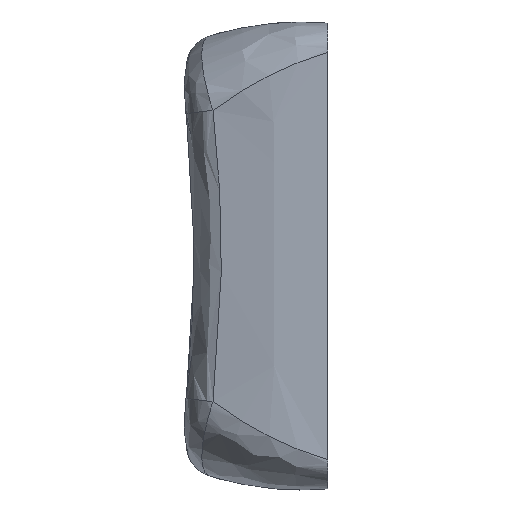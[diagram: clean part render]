
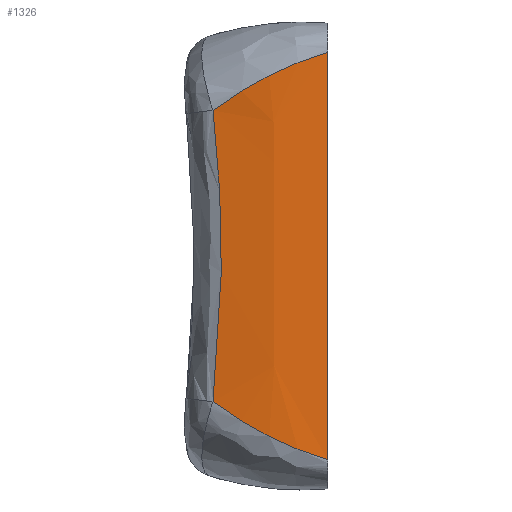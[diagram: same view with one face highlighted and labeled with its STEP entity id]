
A CAD part, left-side view. The second image highlights one B-rep face of the part: STEP entity #1326.
In plain terms, the highlighted free-form (B-spline) face has degree [2, 1] with [3, 2] control points.
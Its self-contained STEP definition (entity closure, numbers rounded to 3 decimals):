
#15=(
BOUNDED_SURFACE()
B_SPLINE_SURFACE(2,1,((#3579,#3580),(#3581,#3582),(#3583,#3584)),
 .UNSPECIFIED.,.F.,.F.,.F.)
B_SPLINE_SURFACE_WITH_KNOTS((3,3),(2,2),(-0.164,0.048),
(0.,1.87),.UNSPECIFIED.)
GEOMETRIC_REPRESENTATION_ITEM()
RATIONAL_B_SPLINE_SURFACE(((1.,1.),(0.994,0.994),
(1.,1.)))
REPRESENTATION_ITEM('')
SURFACE()
);
#199=FACE_OUTER_BOUND('',#281,.T.);
#281=EDGE_LOOP('',(#1174,#1175,#1176,#1177,#1178,#1179));
#354=LINE('',#3278,#418);
#418=VECTOR('',#1673,10.);
#490=B_SPLINE_CURVE_WITH_KNOTS('',3,(#3505,#3506,#3507,#3508,#3509,#3510),
 .UNSPECIFIED.,.F.,.F.,(4,2,4),(-0.107,0.,0.256),
 .UNSPECIFIED.);
#491=B_SPLINE_CURVE_WITH_KNOTS('',3,(#3512,#3513,#3514,#3515),
 .UNSPECIFIED.,.F.,.F.,(4,4),(0.256,0.385),
 .UNSPECIFIED.);
#493=B_SPLINE_CURVE_WITH_KNOTS('',3,(#3587,#3588,#3589,#3590),
 .UNSPECIFIED.,.F.,.F.,(4,4),(0.033,0.162),
 .UNSPECIFIED.);
#494=B_SPLINE_CURVE_WITH_KNOTS('',3,(#3591,#3592,#3593,#3594,#3595,#3596,
#3597,#3598,#3599,#3600,#3601,#3602,#3603,#3604,#3605,#3606,#3607,#3608,
#3609,#3610,#3611,#3612,#3613,#3614,#3615,#3616,#3617,#3618),
 .UNSPECIFIED.,.F.,.F.,(4,3,3,3,3,3,3,3,3,4),(-1.116,-0.977,
-0.841,-0.706,-0.57,-0.428,
-0.292,-0.156,-0.02,0.),
 .UNSPECIFIED.);
#495=B_SPLINE_CURVE_WITH_KNOTS('',3,(#3619,#3620,#3621,#3622,#3623,#3624),
 .UNSPECIFIED.,.F.,.F.,(4,2,4),(0.162,0.418,0.524),
 .UNSPECIFIED.);
#596=VERTEX_POINT('',#3264);
#597=VERTEX_POINT('',#3277);
#620=VERTEX_POINT('',#3504);
#621=VERTEX_POINT('',#3511);
#623=VERTEX_POINT('',#3585);
#624=VERTEX_POINT('',#3586);
#782=EDGE_CURVE('',#596,#597,#354,.F.);
#812=EDGE_CURVE('',#597,#620,#490,.T.);
#813=EDGE_CURVE('',#620,#621,#491,.T.);
#816=EDGE_CURVE('',#623,#624,#493,.T.);
#817=EDGE_CURVE('',#621,#623,#494,.T.);
#818=EDGE_CURVE('',#624,#596,#495,.T.);
#1174=ORIENTED_EDGE('',*,*,#816,.F.);
#1175=ORIENTED_EDGE('',*,*,#817,.F.);
#1176=ORIENTED_EDGE('',*,*,#813,.F.);
#1177=ORIENTED_EDGE('',*,*,#812,.F.);
#1178=ORIENTED_EDGE('',*,*,#782,.F.);
#1179=ORIENTED_EDGE('',*,*,#818,.F.);
#1326=ADVANCED_FACE('',(#199),#15,.T.);
#1673=DIRECTION('',(0.,0.,1.));
#3264=CARTESIAN_POINT('',(-109.389,2.5,-22.21));
#3277=CARTESIAN_POINT('',(-109.389,2.5,-37.79));
#3278=CARTESIAN_POINT('',(-109.389,2.5,-30.));
#3504=CARTESIAN_POINT('',(-109.232,5.8,-36.306));
#3505=CARTESIAN_POINT('Ctrl Pts',(-109.389,2.5,-37.79));
#3506=CARTESIAN_POINT('Ctrl Pts',(-109.413,2.837,-37.691));
#3507=CARTESIAN_POINT('Ctrl Pts',(-109.425,3.17,-37.578));
#3508=CARTESIAN_POINT('Ctrl Pts',(-109.425,4.291,-37.144));
#3509=CARTESIAN_POINT('Ctrl Pts',(-109.355,5.065,-36.758));
#3510=CARTESIAN_POINT('Ctrl Pts',(-109.233,5.8,-36.306));
#3511=CARTESIAN_POINT('',(-109.009,6.882,-35.571));
#3512=CARTESIAN_POINT('Ctrl Pts',(-109.233,5.8,-36.305));
#3513=CARTESIAN_POINT('Ctrl Pts',(-109.171,6.171,-36.077));
#3514=CARTESIAN_POINT('Ctrl Pts',(-109.095,6.533,-35.832));
#3515=CARTESIAN_POINT('Ctrl Pts',(-109.009,6.882,-35.571));
#3579=CARTESIAN_POINT('Ctrl Pts',(-109.009,6.882,-37.79));
#3580=CARTESIAN_POINT('Ctrl Pts',(-109.009,6.882,-19.094));
#3581=CARTESIAN_POINT('Ctrl Pts',(-109.548,4.704,-37.79));
#3582=CARTESIAN_POINT('Ctrl Pts',(-109.548,4.704,-19.094));
#3583=CARTESIAN_POINT('Ctrl Pts',(-109.389,2.5,-37.79));
#3584=CARTESIAN_POINT('Ctrl Pts',(-109.389,2.5,-19.094));
#3585=CARTESIAN_POINT('',(-109.009,6.882,-24.429));
#3586=CARTESIAN_POINT('',(-109.232,5.8,-23.695));
#3587=CARTESIAN_POINT('Ctrl Pts',(-109.009,6.882,-24.429));
#3588=CARTESIAN_POINT('Ctrl Pts',(-109.095,6.533,-24.169));
#3589=CARTESIAN_POINT('Ctrl Pts',(-109.171,6.171,-23.923));
#3590=CARTESIAN_POINT('Ctrl Pts',(-109.233,5.8,-23.695));
#3591=CARTESIAN_POINT('Ctrl Pts',(-109.009,6.882,-35.571));
#3592=CARTESIAN_POINT('Ctrl Pts',(-109.022,6.829,-35.108));
#3593=CARTESIAN_POINT('Ctrl Pts',(-109.033,6.782,-34.645));
#3594=CARTESIAN_POINT('Ctrl Pts',(-109.043,6.742,-34.182));
#3595=CARTESIAN_POINT('Ctrl Pts',(-109.052,6.703,-33.731));
#3596=CARTESIAN_POINT('Ctrl Pts',(-109.059,6.671,-33.28));
#3597=CARTESIAN_POINT('Ctrl Pts',(-109.065,6.644,-32.828));
#3598=CARTESIAN_POINT('Ctrl Pts',(-109.071,6.618,-32.377));
#3599=CARTESIAN_POINT('Ctrl Pts',(-109.076,6.598,-31.926));
#3600=CARTESIAN_POINT('Ctrl Pts',(-109.079,6.585,-31.474));
#3601=CARTESIAN_POINT('Ctrl Pts',(-109.082,6.571,-31.023));
#3602=CARTESIAN_POINT('Ctrl Pts',(-109.084,6.563,-30.571));
#3603=CARTESIAN_POINT('Ctrl Pts',(-109.084,6.562,-30.12));
#3604=CARTESIAN_POINT('Ctrl Pts',(-109.084,6.561,-29.644));
#3605=CARTESIAN_POINT('Ctrl Pts',(-109.083,6.567,-29.169));
#3606=CARTESIAN_POINT('Ctrl Pts',(-109.08,6.58,-28.694));
#3607=CARTESIAN_POINT('Ctrl Pts',(-109.077,6.592,-28.243));
#3608=CARTESIAN_POINT('Ctrl Pts',(-109.073,6.61,-27.791));
#3609=CARTESIAN_POINT('Ctrl Pts',(-109.068,6.635,-27.34));
#3610=CARTESIAN_POINT('Ctrl Pts',(-109.062,6.66,-26.888));
#3611=CARTESIAN_POINT('Ctrl Pts',(-109.055,6.691,-26.436));
#3612=CARTESIAN_POINT('Ctrl Pts',(-109.046,6.728,-25.985));
#3613=CARTESIAN_POINT('Ctrl Pts',(-109.037,6.765,-25.534));
#3614=CARTESIAN_POINT('Ctrl Pts',(-109.027,6.809,-25.082));
#3615=CARTESIAN_POINT('Ctrl Pts',(-109.014,6.859,-24.632));
#3616=CARTESIAN_POINT('Ctrl Pts',(-109.012,6.867,-24.564));
#3617=CARTESIAN_POINT('Ctrl Pts',(-109.011,6.874,-24.497));
#3618=CARTESIAN_POINT('Ctrl Pts',(-109.009,6.882,-24.429));
#3619=CARTESIAN_POINT('Ctrl Pts',(-109.233,5.8,-23.694));
#3620=CARTESIAN_POINT('Ctrl Pts',(-109.355,5.065,-23.242));
#3621=CARTESIAN_POINT('Ctrl Pts',(-109.425,4.291,-22.856));
#3622=CARTESIAN_POINT('Ctrl Pts',(-109.425,3.17,-22.422));
#3623=CARTESIAN_POINT('Ctrl Pts',(-109.413,2.837,-22.309));
#3624=CARTESIAN_POINT('Ctrl Pts',(-109.389,2.5,-22.21));
